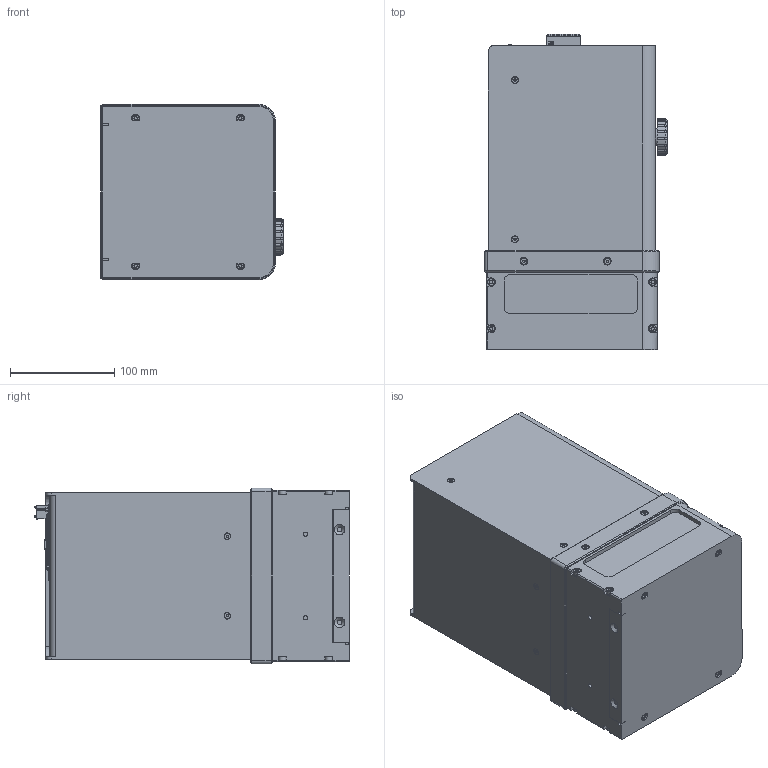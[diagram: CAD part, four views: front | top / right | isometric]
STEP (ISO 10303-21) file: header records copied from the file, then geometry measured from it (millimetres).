
FILE_DESCRIPTION (( 'STEP AP203' ), '1' );
FILE_NAME ('AX 550.STEP', '2019-06-25T20:31:35', ( '' ), ( '' ), 'SwSTEP 2.0', 'SolidWorks 2017', '' );
FILE_SCHEMA (( 'CONFIG_CONTROL_DESIGN' ));
Products named in the file (1): AX 550
Bounding box: 175.14 x 301.58 x 168.03 mm (x, y, z)
Volume: 7414695.1 mm3; surface area: 271388.6 mm2
Topology: 1 solids, 1 shells, 7652 faces, 19734 edges, 13034 vertices
Faces by surface type: plane 6950, cylinder 406, cone 199, bspline 77, torus 19, sphere 1
Full cylindrical faces by diameter (mm): 4.2 x2, 5.5 x2, 6 x14, 7 x6, 19.05 x1
Entity records: 232521 total; most frequent: CARTESIAN_POINT 46157, ORIENTED_EDGE 39236, DIRECTION 35418, EDGE_CURVE 19618, LINE 18208, VECTOR 18208, VERTEX_POINT 12993, EDGE_LOOP 8677
